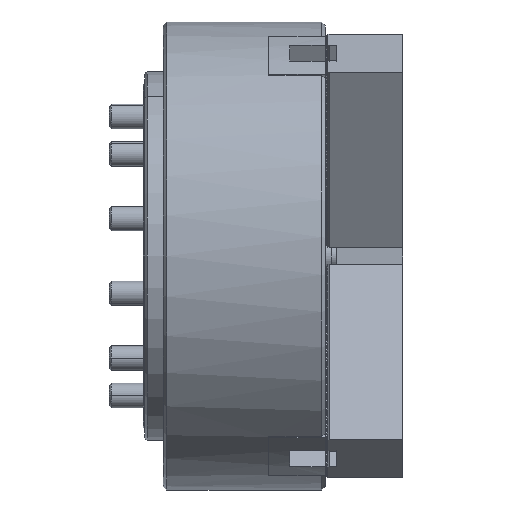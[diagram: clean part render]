
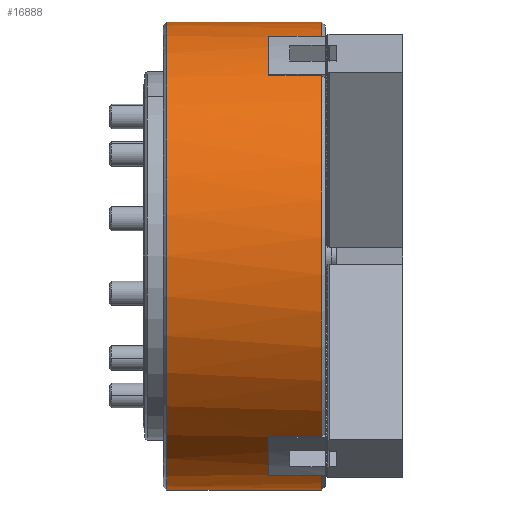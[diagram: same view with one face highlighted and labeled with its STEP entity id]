
A CAD part, front view. The second image highlights one B-rep face of the part: STEP entity #16888.
In plain terms, the highlighted cylindrical face has radius 190.5 mm (diameter 381 mm), a partial arc.
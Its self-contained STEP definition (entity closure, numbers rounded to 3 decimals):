
#485 = EDGE_CURVE ( 'NONE', #34306, #26349, #16297, .T. ) ;
#1568 = DIRECTION ( 'NONE',  ( 1., 0., 0. ) ) ;
#1940 = EDGE_CURVE ( 'NONE', #9596, #17339, #48921, .T. ) ;
#2057 = AXIS2_PLACEMENT_3D ( 'NONE', #50705, #3989, #24768 ) ;
#3632 = VERTEX_POINT ( 'NONE', #11890 ) ;
#3989 = DIRECTION ( 'NONE',  ( 1., 0., 0. ) ) ;
#5119 = LINE ( 'NONE', #25899, #34878 ) ;
#5545 = LINE ( 'NONE', #26311, #35443 ) ;
#5587 = DIRECTION ( 'NONE',  ( 0., 0., 1. ) ) ;
#5676 = CIRCLE ( 'NONE', #43784, 190.5 ) ;
#5748 = CARTESIAN_POINT ( 'NONE',  ( 160.494, 0., -190.5 ) ) ;
#6140 = EDGE_CURVE ( 'NONE', #9596, #26349, #55789, .T. ) ;
#7501 = CARTESIAN_POINT ( 'NONE',  ( 129., -120.827, -147.279 ) ) ;
#7853 = DIRECTION ( 'NONE',  ( -1., 0., 0. ) ) ;
#9070 = CARTESIAN_POINT ( 'NONE',  ( 160.494, 0., 190.5 ) ) ;
#9333 = DIRECTION ( 'NONE',  ( 0., 0., -1. ) ) ;
#9366 = CARTESIAN_POINT ( 'NONE',  ( 3., 0., -190.5 ) ) ;
#9596 = VERTEX_POINT ( 'NONE', #33558 ) ;
#11890 = CARTESIAN_POINT ( 'NONE',  ( 129., -67.134, -178.279 ) ) ;
#12021 = AXIS2_PLACEMENT_3D ( 'NONE', #40586, #61398, #14660 ) ;
#14660 = DIRECTION ( 'NONE',  ( 0., 0., -1. ) ) ;
#15982 = VECTOR ( 'NONE', #37198, 1000. ) ;
#16297 = CIRCLE ( 'NONE', #42246, 190.5 ) ;
#16395 = CARTESIAN_POINT ( 'NONE',  ( 160.494, -120.827, 147.279 ) ) ;
#16888 = ADVANCED_FACE ( 'NONE', ( #60945 ), #29882, .T. ) ;
#17339 = VERTEX_POINT ( 'NONE', #9366 ) ;
#17474 = ORIENTED_EDGE ( 'NONE', *, *, #485, .T. ) ;
#17543 = CARTESIAN_POINT ( 'NONE',  ( 129., 0., 0. ) ) ;
#17707 = DIRECTION ( 'NONE',  ( 0., 0., -1. ) ) ;
#17941 = ORIENTED_EDGE ( 'NONE', *, *, #28979, .T. ) ;
#18024 = ORIENTED_EDGE ( 'NONE', *, *, #59221, .T. ) ;
#19263 = AXIS2_PLACEMENT_3D ( 'NONE', #38879, #7853, #28638 ) ;
#23707 = CARTESIAN_POINT ( 'NONE',  ( 86., -120.827, 147.279 ) ) ;
#24768 = DIRECTION ( 'NONE',  ( 0., 0., -1. ) ) ;
#24946 = CARTESIAN_POINT ( 'NONE',  ( 86., -67.134, 178.279 ) ) ;
#25611 = EDGE_CURVE ( 'NONE', #53116, #57305, #41397, .T. ) ;
#25695 = EDGE_CURVE ( 'NONE', #45883, #34306, #5119, .T. ) ;
#25898 = AXIS2_PLACEMENT_3D ( 'NONE', #31470, #52287, #5587 ) ;
#25899 = CARTESIAN_POINT ( 'NONE',  ( 160.494, -67.134, 178.279 ) ) ;
#26101 = ORIENTED_EDGE ( 'NONE', *, *, #25611, .T. ) ;
#26311 = CARTESIAN_POINT ( 'NONE',  ( 160.494, -67.134, -178.279 ) ) ;
#26349 = VERTEX_POINT ( 'NONE', #61168 ) ;
#26508 = DIRECTION ( 'NONE',  ( 1., 0., 0. ) ) ;
#26955 = AXIS2_PLACEMENT_3D ( 'NONE', #43643, #64462, #17707 ) ;
#27471 = LINE ( 'NONE', #48279, #45254 ) ;
#28638 = DIRECTION ( 'NONE',  ( 0., 0., -1. ) ) ;
#28979 = EDGE_CURVE ( 'NONE', #47168, #53116, #27471, .T. ) ;
#29850 = DIRECTION ( 'NONE',  ( 1., 0., 0. ) ) ;
#29882 = CYLINDRICAL_SURFACE ( 'NONE', #2057, 190.5 ) ;
#29995 = CARTESIAN_POINT ( 'NONE',  ( 129., -67.134, 178.279 ) ) ;
#31470 = CARTESIAN_POINT ( 'NONE',  ( 3., 0., 0. ) ) ;
#32145 = ORIENTED_EDGE ( 'NONE', *, *, #39568, .T. ) ;
#32810 = VECTOR ( 'NONE', #26508, 1000. ) ;
#33056 = VERTEX_POINT ( 'NONE', #39244 ) ;
#33558 = CARTESIAN_POINT ( 'NONE',  ( 3., 0., 190.5 ) ) ;
#33653 = ORIENTED_EDGE ( 'NONE', *, *, #67143, .T. ) ;
#33962 = VECTOR ( 'NONE', #29850, 1000. ) ;
#34306 = VERTEX_POINT ( 'NONE', #29995 ) ;
#34878 = VECTOR ( 'NONE', #46720, 1000. ) ;
#35245 = CARTESIAN_POINT ( 'NONE',  ( 129., 0., 0. ) ) ;
#35443 = VECTOR ( 'NONE', #47139, 1000. ) ;
#37198 = DIRECTION ( 'NONE',  ( -1., 0., 0. ) ) ;
#37253 = VERTEX_POINT ( 'NONE', #23707 ) ;
#37554 = ORIENTED_EDGE ( 'NONE', *, *, #1940, .T. ) ;
#37579 = EDGE_CURVE ( 'NONE', #33056, #3632, #5676, .T. ) ;
#38334 = DIRECTION ( 'NONE',  ( -1., 0., 0. ) ) ;
#38879 = CARTESIAN_POINT ( 'NONE',  ( 86., 0., 0. ) ) ;
#39244 = CARTESIAN_POINT ( 'NONE',  ( 129., 0., -190.5 ) ) ;
#39568 = EDGE_CURVE ( 'NONE', #37253, #45883, #56371, .T. ) ;
#40586 = CARTESIAN_POINT ( 'NONE',  ( 129., 0., 0. ) ) ;
#41397 = CIRCLE ( 'NONE', #12021, 190.5 ) ;
#41490 = ORIENTED_EDGE ( 'NONE', *, *, #44929, .T. ) ;
#42246 = AXIS2_PLACEMENT_3D ( 'NONE', #35245, #56050, #9333 ) ;
#43643 = CARTESIAN_POINT ( 'NONE',  ( 86., 0., 0. ) ) ;
#43784 = AXIS2_PLACEMENT_3D ( 'NONE', #17543, #38334, #59148 ) ;
#44929 = EDGE_CURVE ( 'NONE', #62096, #47168, #48715, .T. ) ;
#45031 = CARTESIAN_POINT ( 'NONE',  ( 129., -120.827, 147.279 ) ) ;
#45254 = VECTOR ( 'NONE', #1568, 1000. ) ;
#45883 = VERTEX_POINT ( 'NONE', #24946 ) ;
#46720 = DIRECTION ( 'NONE',  ( 1., 0., 0. ) ) ;
#47139 = DIRECTION ( 'NONE',  ( -1., 0., 0. ) ) ;
#47168 = VERTEX_POINT ( 'NONE', #63163 ) ;
#48279 = CARTESIAN_POINT ( 'NONE',  ( 160.494, -120.827, -147.279 ) ) ;
#48715 = CIRCLE ( 'NONE', #19263, 190.5 ) ;
#48921 = CIRCLE ( 'NONE', #25898, 190.5 ) ;
#50705 = CARTESIAN_POINT ( 'NONE',  ( 160.494, 0., 0. ) ) ;
#51589 = EDGE_LOOP ( 'NONE', ( #54545, #37554, #18024, #65585, #51986, #41490, #17941, #26101, #33653, #32145, #54400, #17474 ) ) ;
#51986 = ORIENTED_EDGE ( 'NONE', *, *, #55821, .T. ) ;
#52287 = DIRECTION ( 'NONE',  ( 1., 0., 0. ) ) ;
#52448 = LINE ( 'NONE', #5748, #32810 ) ;
#53116 = VERTEX_POINT ( 'NONE', #7501 ) ;
#54400 = ORIENTED_EDGE ( 'NONE', *, *, #25695, .T. ) ;
#54545 = ORIENTED_EDGE ( 'NONE', *, *, #6140, .F. ) ;
#55789 = LINE ( 'NONE', #9070, #33962 ) ;
#55821 = EDGE_CURVE ( 'NONE', #3632, #62096, #5545, .T. ) ;
#56050 = DIRECTION ( 'NONE',  ( -1., 0., 0. ) ) ;
#56371 = CIRCLE ( 'NONE', #26955, 190.5 ) ;
#57305 = VERTEX_POINT ( 'NONE', #45031 ) ;
#59148 = DIRECTION ( 'NONE',  ( 0., 0., -1. ) ) ;
#59221 = EDGE_CURVE ( 'NONE', #17339, #33056, #52448, .T. ) ;
#60945 = FACE_OUTER_BOUND ( 'NONE', #51589, .T. ) ;
#61168 = CARTESIAN_POINT ( 'NONE',  ( 129., 0., 190.5 ) ) ;
#61398 = DIRECTION ( 'NONE',  ( -1., 0., 0. ) ) ;
#62096 = VERTEX_POINT ( 'NONE', #63737 ) ;
#63121 = LINE ( 'NONE', #16395, #15982 ) ;
#63163 = CARTESIAN_POINT ( 'NONE',  ( 86., -120.827, -147.279 ) ) ;
#63737 = CARTESIAN_POINT ( 'NONE',  ( 86., -67.134, -178.279 ) ) ;
#64462 = DIRECTION ( 'NONE',  ( -1., 0., 0. ) ) ;
#65585 = ORIENTED_EDGE ( 'NONE', *, *, #37579, .T. ) ;
#67143 = EDGE_CURVE ( 'NONE', #57305, #37253, #63121, .T. ) ;
